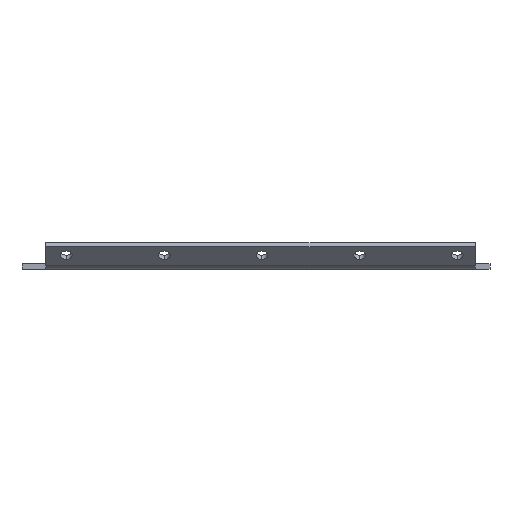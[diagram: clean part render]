
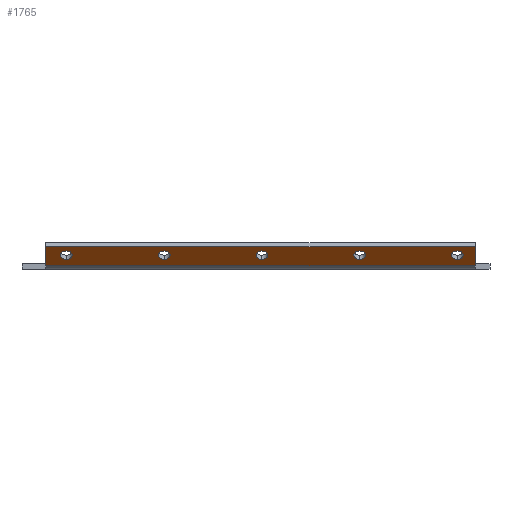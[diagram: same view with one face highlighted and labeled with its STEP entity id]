
A CAD part, left-side view. The second image highlights one B-rep face of the part: STEP entity #1765.
In plain terms, the highlighted planar face has unit normal (-0.707, 0, -0.707).
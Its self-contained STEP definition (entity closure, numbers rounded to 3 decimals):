
#4 = AXIS2_PLACEMENT_3D ( 'NONE', #99, #1890, #993 ) ;
#7 = LINE ( 'NONE', #1469, #670 ) ;
#10 = DIRECTION ( 'NONE',  ( 0., -1., 0. ) ) ;
#20 = DIRECTION ( 'NONE',  ( 0.707, 0., -0.707 ) ) ;
#39 = DIRECTION ( 'NONE',  ( 0.707, 0., 0.707 ) ) ;
#73 = ORIENTED_EDGE ( 'NONE', *, *, #2642, .T. ) ;
#75 = EDGE_LOOP ( 'NONE', ( #596, #2802, #3258, #3936 ) ) ;
#78 = ORIENTED_EDGE ( 'NONE', *, *, #3025, .T. ) ;
#99 = CARTESIAN_POINT ( 'NONE',  ( -72.914, 126.228, -124.414 ) ) ;
#122 = CARTESIAN_POINT ( 'NONE',  ( -79.985, -187., -117.343 ) ) ;
#136 = EDGE_CURVE ( 'NONE', #3717, #2284, #1846, .T. ) ;
#239 = DIRECTION ( 'NONE',  ( 0.707, 0., -0.707 ) ) ;
#250 = CARTESIAN_POINT ( 'NONE',  ( -75.743, -115., -121.586 ) ) ;
#292 = ORIENTED_EDGE ( 'NONE', *, *, #3872, .T. ) ;
#333 = CARTESIAN_POINT ( 'NONE',  ( -78.571, -148., -118.757 ) ) ;
#354 = EDGE_CURVE ( 'NONE', #3576, #1618, #7, .T. ) ;
#369 = AXIS2_PLACEMENT_3D ( 'NONE', #909, #1229, #1605 ) ;
#375 = EDGE_LOOP ( 'NONE', ( #810, #3109 ) ) ;
#425 = EDGE_LOOP ( 'NONE', ( #73, #2845 ) ) ;
#474 = CARTESIAN_POINT ( 'NONE',  ( -75.743, -148., -121.586 ) ) ;
#534 = VERTEX_POINT ( 'NONE', #333 ) ;
#559 = CIRCLE ( 'NONE', #2794, 2. ) ;
#578 = CARTESIAN_POINT ( 'NONE',  ( -75.743, -82., -121.586 ) ) ;
#596 = ORIENTED_EDGE ( 'NONE', *, *, #354, .F. ) ;
#618 = VERTEX_POINT ( 'NONE', #2318 ) ;
#670 = VECTOR ( 'NONE', #2461, 1000. ) ;
#686 = VERTEX_POINT ( 'NONE', #474 ) ;
#692 = EDGE_CURVE ( 'NONE', #2284, #3717, #559, .T. ) ;
#757 = CARTESIAN_POINT ( 'NONE',  ( -78.571, -82., -118.757 ) ) ;
#810 = ORIENTED_EDGE ( 'NONE', *, *, #136, .T. ) ;
#839 = CARTESIAN_POINT ( 'NONE',  ( -78.571, -49., -118.757 ) ) ;
#909 = CARTESIAN_POINT ( 'NONE',  ( -77.157, -115., -120.172 ) ) ;
#921 = AXIS2_PLACEMENT_3D ( 'NONE', #1573, #2746, #3432 ) ;
#952 = VERTEX_POINT ( 'NONE', #2496 ) ;
#993 = DIRECTION ( 'NONE',  ( 0., -1., 0. ) ) ;
#1001 = DIRECTION ( 'NONE',  ( 0.707, 0., 0.707 ) ) ;
#1043 = VERTEX_POINT ( 'NONE', #122 ) ;
#1077 = CIRCLE ( 'NONE', #369, 2. ) ;
#1136 = CIRCLE ( 'NONE', #1965, 2. ) ;
#1149 = EDGE_CURVE ( 'NONE', #534, #686, #3260, .T. ) ;
#1229 = DIRECTION ( 'NONE',  ( 0.707, 0., 0.707 ) ) ;
#1237 = CARTESIAN_POINT ( 'NONE',  ( -72.914, -187., -124.414 ) ) ;
#1246 = CARTESIAN_POINT ( 'NONE',  ( -73.5, 126.228, -123.828 ) ) ;
#1289 = FACE_BOUND ( 'NONE', #2118, .T. ) ;
#1295 = CARTESIAN_POINT ( 'NONE',  ( -75.743, -181., -121.586 ) ) ;
#1331 = FACE_OUTER_BOUND ( 'NONE', #75, .T. ) ;
#1356 = CARTESIAN_POINT ( 'NONE',  ( -77.157, -148., -120.172 ) ) ;
#1395 = AXIS2_PLACEMENT_3D ( 'NONE', #2151, #39, #20 ) ;
#1467 = DIRECTION ( 'NONE',  ( 0.707, 0., -0.707 ) ) ;
#1469 = CARTESIAN_POINT ( 'NONE',  ( -72.914, -42., -124.414 ) ) ;
#1536 = AXIS2_PLACEMENT_3D ( 'NONE', #1356, #3839, #2572 ) ;
#1573 = CARTESIAN_POINT ( 'NONE',  ( -77.157, -148., -120.172 ) ) ;
#1577 = LINE ( 'NONE', #1237, #2661 ) ;
#1605 = DIRECTION ( 'NONE',  ( 0.707, 0., -0.707 ) ) ;
#1618 = VERTEX_POINT ( 'NONE', #2073 ) ;
#1621 = DIRECTION ( 'NONE',  ( 0.707, 0., 0.707 ) ) ;
#1639 = CIRCLE ( 'NONE', #3362, 2. ) ;
#1765 = ADVANCED_FACE ( 'NONE', ( #1331, #2846, #1289, #3412, #3145, #2506 ), #3111, .T. ) ;
#1769 = DIRECTION ( 'NONE',  ( 0.707, 0., -0.707 ) ) ;
#1846 = CIRCLE ( 'NONE', #3712, 2. ) ;
#1890 = DIRECTION ( 'NONE',  ( -0.707, 0., -0.707 ) ) ;
#1906 = ORIENTED_EDGE ( 'NONE', *, *, #3180, .T. ) ;
#1910 = EDGE_LOOP ( 'NONE', ( #2859, #3302 ) ) ;
#1965 = AXIS2_PLACEMENT_3D ( 'NONE', #3569, #3267, #1769 ) ;
#1972 = DIRECTION ( 'NONE',  ( 0.707, 0., -0.707 ) ) ;
#1985 = EDGE_CURVE ( 'NONE', #3334, #952, #3915, .T. ) ;
#2038 = EDGE_CURVE ( 'NONE', #3576, #3183, #3008, .T. ) ;
#2073 = CARTESIAN_POINT ( 'NONE',  ( -79.985, -42., -117.343 ) ) ;
#2104 = CARTESIAN_POINT ( 'NONE',  ( -73.5, -42., -123.828 ) ) ;
#2118 = EDGE_LOOP ( 'NONE', ( #292, #1906 ) ) ;
#2133 = CIRCLE ( 'NONE', #921, 2. ) ;
#2151 = CARTESIAN_POINT ( 'NONE',  ( -77.157, -49., -120.172 ) ) ;
#2260 = DIRECTION ( 'NONE',  ( 0.707, 0., -0.707 ) ) ;
#2284 = VERTEX_POINT ( 'NONE', #757 ) ;
#2300 = DIRECTION ( 'NONE',  ( 0.707, 0., 0.707 ) ) ;
#2318 = CARTESIAN_POINT ( 'NONE',  ( -78.571, -115., -118.757 ) ) ;
#2461 = DIRECTION ( 'NONE',  ( -0.707, 0., 0.707 ) ) ;
#2470 = AXIS2_PLACEMENT_3D ( 'NONE', #2523, #1621, #2260 ) ;
#2477 = LINE ( 'NONE', #3702, #3431 ) ;
#2496 = CARTESIAN_POINT ( 'NONE',  ( -78.571, -181., -118.757 ) ) ;
#2506 = FACE_BOUND ( 'NONE', #3196, .T. ) ;
#2523 = CARTESIAN_POINT ( 'NONE',  ( -77.157, -181., -120.172 ) ) ;
#2572 = DIRECTION ( 'NONE',  ( 0.707, 0., -0.707 ) ) ;
#2586 = VECTOR ( 'NONE', #10, 1000. ) ;
#2598 = DIRECTION ( 'NONE',  ( 0.707, 0., -0.707 ) ) ;
#2609 = VERTEX_POINT ( 'NONE', #3054 ) ;
#2642 = EDGE_CURVE ( 'NONE', #686, #534, #2133, .T. ) ;
#2661 = VECTOR ( 'NONE', #2775, 1000. ) ;
#2689 = EDGE_CURVE ( 'NONE', #2609, #3588, #3503, .T. ) ;
#2746 = DIRECTION ( 'NONE',  ( 0.707, 0., 0.707 ) ) ;
#2763 = AXIS2_PLACEMENT_3D ( 'NONE', #3232, #3266, #239 ) ;
#2775 = DIRECTION ( 'NONE',  ( -0.707, 0., 0.707 ) ) ;
#2794 = AXIS2_PLACEMENT_3D ( 'NONE', #3203, #2300, #2598 ) ;
#2795 = DIRECTION ( 'NONE',  ( 0., -1., 0. ) ) ;
#2802 = ORIENTED_EDGE ( 'NONE', *, *, #2038, .T. ) ;
#2826 = CARTESIAN_POINT ( 'NONE',  ( -73.5, -187., -123.828 ) ) ;
#2845 = ORIENTED_EDGE ( 'NONE', *, *, #1149, .T. ) ;
#2846 = FACE_BOUND ( 'NONE', #375, .T. ) ;
#2859 = ORIENTED_EDGE ( 'NONE', *, *, #1985, .T. ) ;
#2884 = ORIENTED_EDGE ( 'NONE', *, *, #2689, .T. ) ;
#3008 = LINE ( 'NONE', #1246, #2586 ) ;
#3025 = EDGE_CURVE ( 'NONE', #3588, #2609, #1136, .T. ) ;
#3054 = CARTESIAN_POINT ( 'NONE',  ( -75.743, -49., -121.586 ) ) ;
#3109 = ORIENTED_EDGE ( 'NONE', *, *, #692, .T. ) ;
#3111 = PLANE ( 'NONE',  #4 ) ;
#3145 = FACE_BOUND ( 'NONE', #1910, .T. ) ;
#3180 = EDGE_CURVE ( 'NONE', #618, #3716, #1077, .T. ) ;
#3183 = VERTEX_POINT ( 'NONE', #2826 ) ;
#3196 = EDGE_LOOP ( 'NONE', ( #2884, #78 ) ) ;
#3203 = CARTESIAN_POINT ( 'NONE',  ( -77.157, -82., -120.172 ) ) ;
#3232 = CARTESIAN_POINT ( 'NONE',  ( -77.157, -181., -120.172 ) ) ;
#3258 = ORIENTED_EDGE ( 'NONE', *, *, #3775, .T. ) ;
#3260 = CIRCLE ( 'NONE', #1536, 2. ) ;
#3266 = DIRECTION ( 'NONE',  ( 0.707, 0., 0.707 ) ) ;
#3267 = DIRECTION ( 'NONE',  ( 0.707, 0., 0.707 ) ) ;
#3283 = CARTESIAN_POINT ( 'NONE',  ( -77.157, -82., -120.172 ) ) ;
#3295 = EDGE_CURVE ( 'NONE', #1618, #1043, #2477, .T. ) ;
#3302 = ORIENTED_EDGE ( 'NONE', *, *, #3466, .T. ) ;
#3303 = CIRCLE ( 'NONE', #2470, 2. ) ;
#3304 = DIRECTION ( 'NONE',  ( 0.707, 0., 0.707 ) ) ;
#3334 = VERTEX_POINT ( 'NONE', #1295 ) ;
#3362 = AXIS2_PLACEMENT_3D ( 'NONE', #3440, #1001, #1972 ) ;
#3412 = FACE_BOUND ( 'NONE', #425, .T. ) ;
#3431 = VECTOR ( 'NONE', #2795, 1000. ) ;
#3432 = DIRECTION ( 'NONE',  ( 0.707, 0., -0.707 ) ) ;
#3440 = CARTESIAN_POINT ( 'NONE',  ( -77.157, -115., -120.172 ) ) ;
#3466 = EDGE_CURVE ( 'NONE', #952, #3334, #3303, .T. ) ;
#3503 = CIRCLE ( 'NONE', #1395, 2. ) ;
#3569 = CARTESIAN_POINT ( 'NONE',  ( -77.157, -49., -120.172 ) ) ;
#3576 = VERTEX_POINT ( 'NONE', #2104 ) ;
#3588 = VERTEX_POINT ( 'NONE', #839 ) ;
#3702 = CARTESIAN_POINT ( 'NONE',  ( -79.985, 126.228, -117.343 ) ) ;
#3712 = AXIS2_PLACEMENT_3D ( 'NONE', #3283, #3304, #1467 ) ;
#3716 = VERTEX_POINT ( 'NONE', #250 ) ;
#3717 = VERTEX_POINT ( 'NONE', #578 ) ;
#3775 = EDGE_CURVE ( 'NONE', #3183, #1043, #1577, .T. ) ;
#3839 = DIRECTION ( 'NONE',  ( 0.707, 0., 0.707 ) ) ;
#3872 = EDGE_CURVE ( 'NONE', #3716, #618, #1639, .T. ) ;
#3915 = CIRCLE ( 'NONE', #2763, 2. ) ;
#3936 = ORIENTED_EDGE ( 'NONE', *, *, #3295, .F. ) ;
